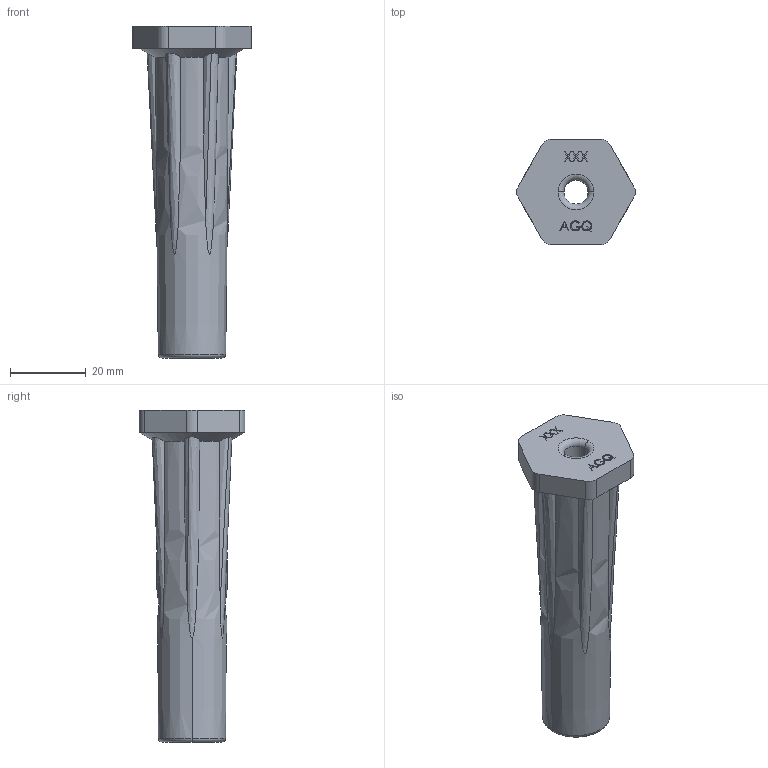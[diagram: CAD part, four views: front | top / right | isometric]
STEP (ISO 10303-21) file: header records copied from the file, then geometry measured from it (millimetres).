
FILE_DESCRIPTION (( 'STEP AP203' ), '1' );
FILE_NAME ('SB2.STEP', '2019-10-30T11:39:09', ( 'tempuser' ), ( 'Microsoft' ), 'SwSTEP 2.0', 'SolidWorks 2019', '' );
FILE_SCHEMA (( 'CONFIG_CONTROL_DESIGN' ));
Length unit declared in the file: inch
Products named in the file (1): SB2
Bounding box: 31.32 x 27.94 x 87.66 mm (x, y, z)
Volume: 23191.8 mm3; surface area: 8942 mm2
Topology: 1 solids, 1 shells, 163 faces, 413 edges, 260 vertices
Faces by surface type: plane 79, bspline 31, torus 22, cone 16, cylinder 15
Entity records: 7354 total; most frequent: CARTESIAN_POINT 3510, ORIENTED_EDGE 826, DIRECTION 703, EDGE_CURVE 413, VERTEX_POINT 260, LINE 245, VECTOR 245, AXIS2_PLACEMENT_3D 229
